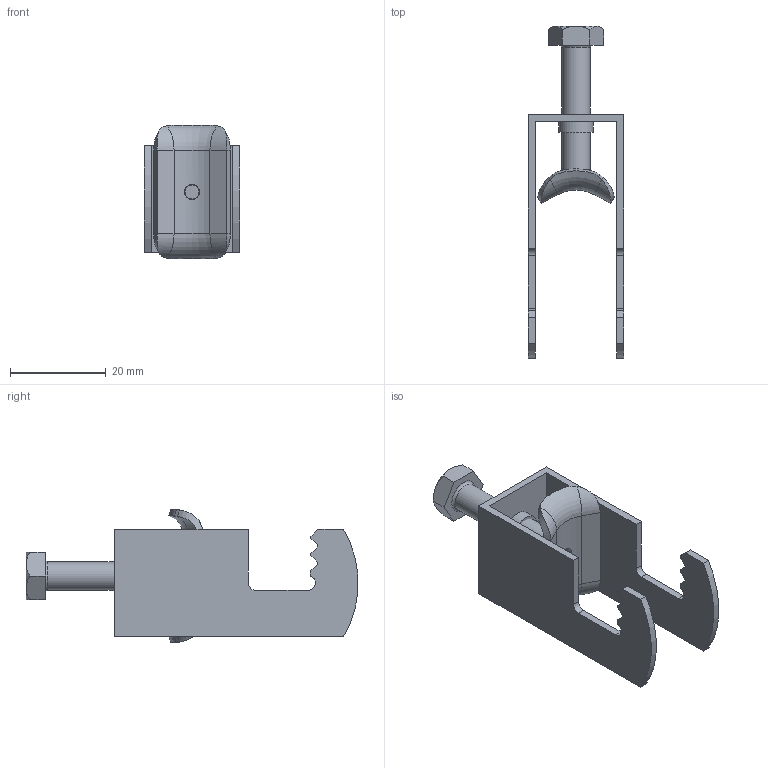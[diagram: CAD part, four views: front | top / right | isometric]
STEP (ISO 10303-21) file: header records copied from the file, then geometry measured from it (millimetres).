
FILE_DESCRIPTION (( 'STEP AP214' ), '1' );
FILE_NAME ('1187408.stp', '2023-11-10T13:15:24', ( '' ), ( '' ), 'SwSTEP 2.0', 'SolidWorks 2022', '' );
FILE_SCHEMA (( 'AUTOMOTIVE_DESIGN' ));
Length unit declared in the file: millimetre
Products named in the file (4): 203351_Standard; 142951_M6 x 26; 1187408; 157133_1Fach
Assembly tree (3 placements, depth 2):
  1187408
    157133_1Fach
    142951_M6 x 26
    203351_Standard
Bounding box: 20 x 69.44 x 28 mm (x, y, z)
Volume: 5336.6 mm3; surface area: 7173.7 mm2
Topology: 3 solids, 3 shells, 122 faces, 303 edges, 191 vertices
Faces by surface type: plane 61, cylinder 35, bspline 13, cone 8, torus 5
Full cylindrical faces by diameter (mm): 2.9 x1, 3.1 x1, 4.2 x1, 6 x1, 7.2 x1, 8.2 x1
Entity records: 7241 total; most frequent: CARTESIAN_POINT 4337, ORIENTED_EDGE 578, DIRECTION 536, EDGE_CURVE 289, AXIS2_PLACEMENT_3D 192, VERTEX_POINT 187, LINE 152, VECTOR 152
